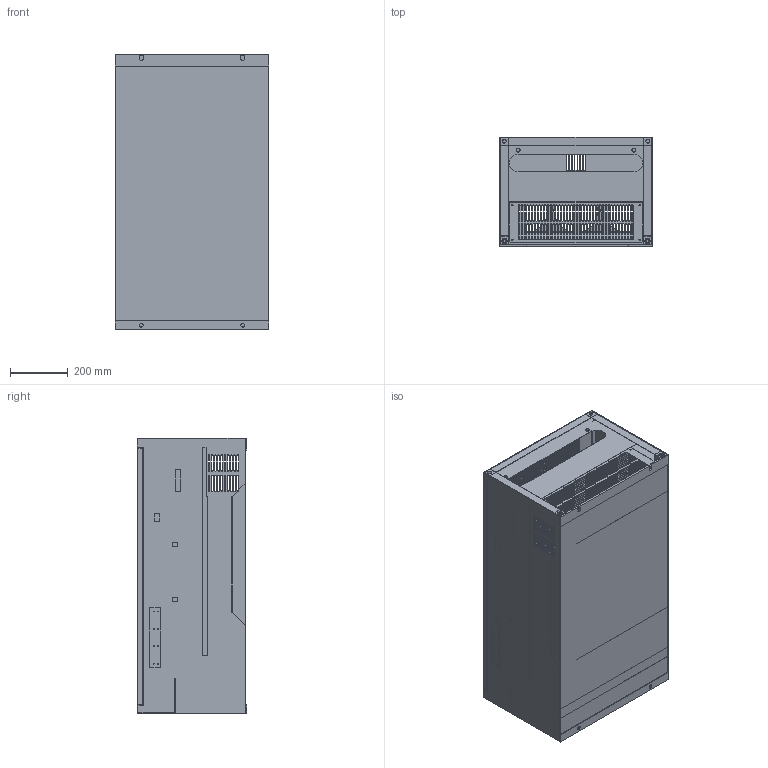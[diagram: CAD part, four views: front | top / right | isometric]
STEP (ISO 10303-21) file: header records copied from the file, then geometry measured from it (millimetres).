
FILE_DESCRIPTION (( 'STEP AP203' ), '1' );
FILE_NAME ('740_185 曷騙语痤耱栩黖2.STEP', '2023-07-21T09:59:38', ( '' ), ( '' ), 'SwSTEP 2.0', 'SolidWorks 2022', '' );
FILE_SCHEMA (( 'CONFIG_CONTROL_DESIGN' ));
Length unit declared in the file: millimetre
Products named in the file (1): 740_185 кВт_Упростить_2
Bounding box: 530 x 378 x 950 mm (x, y, z)
Volume: 4899608.1 mm3; surface area: 5665815.2 mm2
Topology: 2 solids, 2 shells, 2947 faces, 8215 edges, 5232 vertices
Faces by surface type: cylinder 1782, plane 1093, cone 72
Entity records: 98694 total; most frequent: DIRECTION 17901, CARTESIAN_POINT 16803, ORIENTED_EDGE 16430, EDGE_CURVE 8215, AXIS2_PLACEMENT_3D 6862, VERTEX_POINT 5232, EDGE_LOOP 4467, VECTOR 4177
